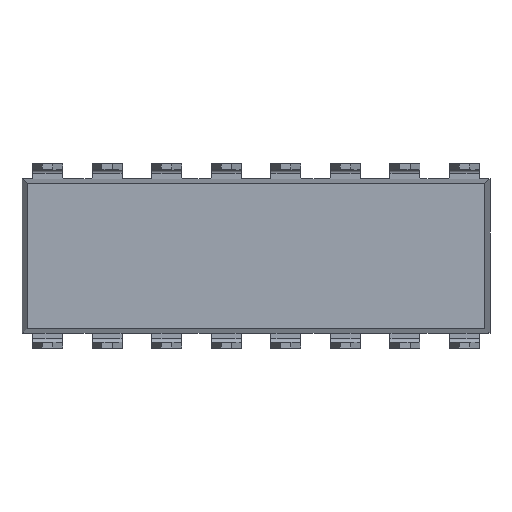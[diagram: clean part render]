
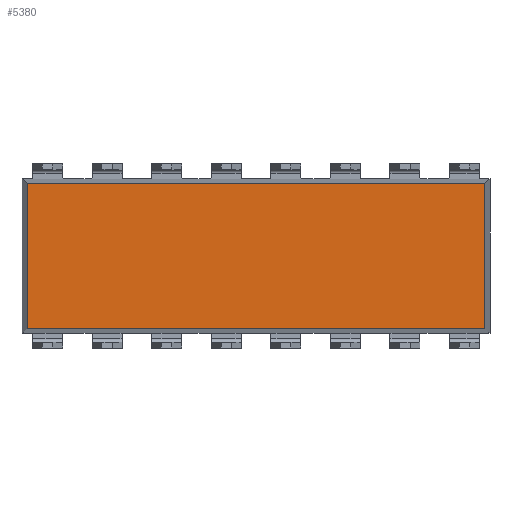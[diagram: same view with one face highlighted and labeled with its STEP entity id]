
A CAD part, top view. The second image highlights one B-rep face of the part: STEP entity #5380.
In plain terms, the highlighted planar face has unit normal (0, 0, 1).
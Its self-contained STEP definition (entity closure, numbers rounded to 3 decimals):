
#295 = LINE ( 'NONE', #9933, #2438 ) ;
#873 = CARTESIAN_POINT ( 'NONE',  ( 9.753, 3.1, -0.9 ) ) ;
#951 = LINE ( 'NONE', #4145, #8952 ) ;
#1132 = CARTESIAN_POINT ( 'NONE',  ( 9.753, -3.1, -0.9 ) ) ;
#1136 = VECTOR ( 'NONE', #5143, 1000. ) ;
#1193 = CARTESIAN_POINT ( 'NONE',  ( 9.753, 3.1, -0.9 ) ) ;
#1389 = AXIS2_PLACEMENT_3D ( 'NONE', #5760, #2571, #8191 ) ;
#1913 = EDGE_LOOP ( 'NONE', ( #2080, #3817, #4185, #5548 ) ) ;
#2080 = ORIENTED_EDGE ( 'NONE', *, *, #9090, .F. ) ;
#2438 = VECTOR ( 'NONE', #5942, 1000. ) ;
#2571 = DIRECTION ( 'NONE',  ( 0., 0., -1. ) ) ;
#2881 = CARTESIAN_POINT ( 'NONE',  ( -9.753, -3.1, -0.9 ) ) ;
#3501 = LINE ( 'NONE', #1193, #1136 ) ;
#3606 = VERTEX_POINT ( 'NONE', #2881 ) ;
#3817 = ORIENTED_EDGE ( 'NONE', *, *, #7996, .T. ) ;
#4145 = CARTESIAN_POINT ( 'NONE',  ( -9.753, 3.1, -0.9 ) ) ;
#4185 = ORIENTED_EDGE ( 'NONE', *, *, #5370, .T. ) ;
#4199 = CARTESIAN_POINT ( 'NONE',  ( 9.98, 3.1, -0.9 ) ) ;
#4440 = VERTEX_POINT ( 'NONE', #1132 ) ;
#4967 = DIRECTION ( 'NONE',  ( 0., -1., 0. ) ) ;
#5143 = DIRECTION ( 'NONE',  ( 0., -1., 0. ) ) ;
#5370 = EDGE_CURVE ( 'NONE', #7378, #3606, #951, .T. ) ;
#5380 = ADVANCED_FACE ( 'NONE', ( #6826 ), #7407, .F. ) ;
#5499 = EDGE_CURVE ( 'NONE', #4440, #3606, #295, .T. ) ;
#5548 = ORIENTED_EDGE ( 'NONE', *, *, #5499, .F. ) ;
#5760 = CARTESIAN_POINT ( 'NONE',  ( 9.98, 3.1, -0.9 ) ) ;
#5942 = DIRECTION ( 'NONE',  ( -1., 0., 0. ) ) ;
#6482 = CARTESIAN_POINT ( 'NONE',  ( -9.753, 3.1, -0.9 ) ) ;
#6627 = DIRECTION ( 'NONE',  ( -1., 0., 0. ) ) ;
#6826 = FACE_OUTER_BOUND ( 'NONE', #1913, .T. ) ;
#7378 = VERTEX_POINT ( 'NONE', #6482 ) ;
#7407 = PLANE ( 'NONE',  #1389 ) ;
#7914 = LINE ( 'NONE', #4199, #9776 ) ;
#7996 = EDGE_CURVE ( 'NONE', #9477, #7378, #7914, .T. ) ;
#8191 = DIRECTION ( 'NONE',  ( -1., 0., 0. ) ) ;
#8952 = VECTOR ( 'NONE', #4967, 1000. ) ;
#9090 = EDGE_CURVE ( 'NONE', #9477, #4440, #3501, .T. ) ;
#9477 = VERTEX_POINT ( 'NONE', #873 ) ;
#9776 = VECTOR ( 'NONE', #6627, 1000. ) ;
#9933 = CARTESIAN_POINT ( 'NONE',  ( 9.98, -3.1, -0.9 ) ) ;
